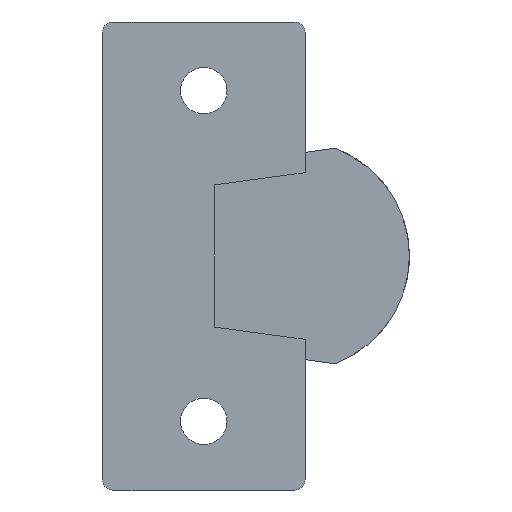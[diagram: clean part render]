
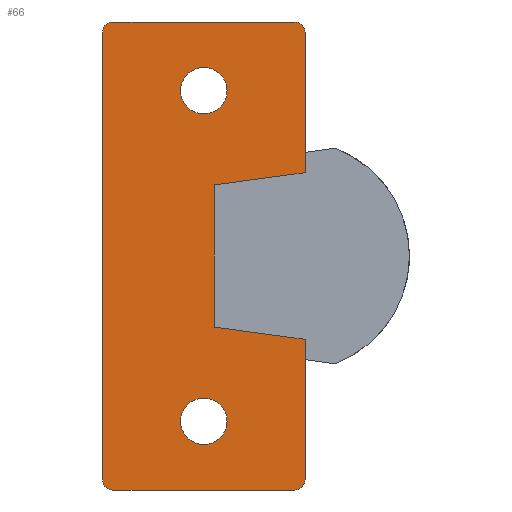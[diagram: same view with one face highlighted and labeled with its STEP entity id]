
A CAD part, front view. The second image highlights one B-rep face of the part: STEP entity #66.
In plain terms, the highlighted planar face has unit normal (0, -1, 0).
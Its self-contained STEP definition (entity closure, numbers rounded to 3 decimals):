
#66 = ADVANCED_FACE( '', ( #145, #146, #147 ), #148, .F. );
#145 = FACE_BOUND( '', #232, .T. );
#146 = FACE_BOUND( '', #233, .T. );
#147 = FACE_OUTER_BOUND( '', #234, .T. );
#148 = PLANE( '', #235 );
#232 = EDGE_LOOP( '', ( #359 ) );
#233 = EDGE_LOOP( '', ( #360 ) );
#234 = EDGE_LOOP( '', ( #361, #362, #363, #364, #365, #366, #367, #368, #369, #370, #371, #372 ) );
#235 = AXIS2_PLACEMENT_3D( '', #373, #374, #375 );
#359 = ORIENTED_EDGE( '', *, *, #538, .F. );
#360 = ORIENTED_EDGE( '', *, *, #497, .F. );
#361 = ORIENTED_EDGE( '', *, *, #539, .F. );
#362 = ORIENTED_EDGE( '', *, *, #540, .F. );
#363 = ORIENTED_EDGE( '', *, *, #510, .F. );
#364 = ORIENTED_EDGE( '', *, *, #505, .F. );
#365 = ORIENTED_EDGE( '', *, *, #541, .F. );
#366 = ORIENTED_EDGE( '', *, *, #514, .F. );
#367 = ORIENTED_EDGE( '', *, *, #542, .F. );
#368 = ORIENTED_EDGE( '', *, *, #543, .F. );
#369 = ORIENTED_EDGE( '', *, *, #519, .F. );
#370 = ORIENTED_EDGE( '', *, *, #533, .F. );
#371 = ORIENTED_EDGE( '', *, *, #544, .F. );
#372 = ORIENTED_EDGE( '', *, *, #545, .F. );
#373 = CARTESIAN_POINT( '', ( -8.8, 0., -21.65 ) );
#374 = DIRECTION( '', ( 0., 1., 0. ) );
#375 = DIRECTION( '', ( 0., 0., 1. ) );
#497 = EDGE_CURVE( '', #581, #581, #582, .F. );
#505 = EDGE_CURVE( '', #594, #595, #596, .T. );
#510 = EDGE_CURVE( '', #595, #603, #604, .T. );
#514 = EDGE_CURVE( '', #609, #610, #611, .T. );
#519 = EDGE_CURVE( '', #618, #619, #620, .T. );
#533 = EDGE_CURVE( '', #641, #618, #642, .T. );
#538 = EDGE_CURVE( '', #649, #649, #650, .F. );
#539 = EDGE_CURVE( '', #651, #652, #653, .T. );
#540 = EDGE_CURVE( '', #603, #651, #654, .T. );
#541 = EDGE_CURVE( '', #610, #594, #655, .T. );
#542 = EDGE_CURVE( '', #656, #609, #657, .T. );
#543 = EDGE_CURVE( '', #619, #656, #658, .T. );
#544 = EDGE_CURVE( '', #659, #641, #660, .T. );
#545 = EDGE_CURVE( '', #652, #659, #661, .T. );
#581 = VERTEX_POINT( '', #707 );
#582 = CIRCLE( '', #708, 2.25 );
#594 = VERTEX_POINT( '', #720 );
#595 = VERTEX_POINT( '', #721 );
#596 = LINE( '', #722, #723 );
#603 = VERTEX_POINT( '', #733 );
#604 = CIRCLE( '', #734, 1. );
#609 = VERTEX_POINT( '', #740 );
#610 = VERTEX_POINT( '', #741 );
#611 = LINE( '', #742, #743 );
#618 = VERTEX_POINT( '', #753 );
#619 = VERTEX_POINT( '', #754 );
#620 = CIRCLE( '', #755, 1. );
#641 = VERTEX_POINT( '', #784 );
#642 = LINE( '', #785, #786 );
#649 = VERTEX_POINT( '', #796 );
#650 = CIRCLE( '', #797, 2.25 );
#651 = VERTEX_POINT( '', #798 );
#652 = VERTEX_POINT( '', #799 );
#653 = LINE( '', #800, #801 );
#654 = LINE( '', #802, #803 );
#655 = CIRCLE( '', #804, 1. );
#656 = VERTEX_POINT( '', #805 );
#657 = CIRCLE( '', #806, 1. );
#658 = LINE( '', #807, #808 );
#659 = VERTEX_POINT( '', #809 );
#660 = LINE( '', #810, #811 );
#661 = LINE( '', #812, #813 );
#707 = CARTESIAN_POINT( '', ( 0., 0., -13.75 ) );
#708 = AXIS2_PLACEMENT_3D( '', #910, #911, #912 );
#720 = CARTESIAN_POINT( '', ( -8.8, 0., 22.65 ) );
#721 = CARTESIAN_POINT( '', ( 8.8, 0., 22.65 ) );
#722 = CARTESIAN_POINT( '', ( -8.8, 0., 22.65 ) );
#723 = VECTOR( '', #925, 1000. );
#733 = CARTESIAN_POINT( '', ( 9.8, 0., 21.65 ) );
#734 = AXIS2_PLACEMENT_3D( '', #929, #930, #931 );
#740 = CARTESIAN_POINT( '', ( -9.8, 0., -21.65 ) );
#741 = CARTESIAN_POINT( '', ( -9.8, 0., 21.65 ) );
#742 = CARTESIAN_POINT( '', ( -9.8, 0., -21.65 ) );
#743 = VECTOR( '', #936, 1000. );
#753 = CARTESIAN_POINT( '', ( 9.8, 0., -21.65 ) );
#754 = CARTESIAN_POINT( '', ( 8.8, 0., -22.65 ) );
#755 = AXIS2_PLACEMENT_3D( '', #940, #941, #942 );
#784 = CARTESIAN_POINT( '', ( 9.8, 0., -8.073 ) );
#785 = CARTESIAN_POINT( '', ( 9.8, 0., 21.65 ) );
#786 = VECTOR( '', #960, 1000. );
#796 = CARTESIAN_POINT( '', ( 0., 0., 18.25 ) );
#797 = AXIS2_PLACEMENT_3D( '', #964, #965, #966 );
#798 = CARTESIAN_POINT( '', ( 9.8, 0., 8.073 ) );
#799 = CARTESIAN_POINT( '', ( 1., 0., 6.879 ) );
#800 = CARTESIAN_POINT( '', ( -12.422, 0., 5.059 ) );
#801 = VECTOR( '', #967, 1000. );
#802 = CARTESIAN_POINT( '', ( 9.8, 0., 21.65 ) );
#803 = VECTOR( '', #968, 1000. );
#804 = AXIS2_PLACEMENT_3D( '', #969, #970, #971 );
#805 = CARTESIAN_POINT( '', ( -8.8, 0., -22.65 ) );
#806 = AXIS2_PLACEMENT_3D( '', #972, #973, #974 );
#807 = CARTESIAN_POINT( '', ( 8.8, 0., -22.65 ) );
#808 = VECTOR( '', #975, 1000. );
#809 = CARTESIAN_POINT( '', ( 1., 0., -6.879 ) );
#810 = CARTESIAN_POINT( '', ( -6.656, 0., -5.841 ) );
#811 = VECTOR( '', #976, 1000. );
#812 = CARTESIAN_POINT( '', ( 1., 0., -21.65 ) );
#813 = VECTOR( '', #977, 1000. );
#910 = CARTESIAN_POINT( '', ( 0., 0., -16. ) );
#911 = DIRECTION( '', ( 0., 1., 0. ) );
#912 = DIRECTION( '', ( 0., 0., 1. ) );
#925 = DIRECTION( '', ( 1., 0., 0. ) );
#929 = CARTESIAN_POINT( '', ( 8.8, 0., 21.65 ) );
#930 = DIRECTION( '', ( 0., 1., 0. ) );
#931 = DIRECTION( '', ( 1., 0., 0. ) );
#936 = DIRECTION( '', ( 0., 0., 1. ) );
#940 = CARTESIAN_POINT( '', ( 8.8, 0., -21.65 ) );
#941 = DIRECTION( '', ( 0., 1., 0. ) );
#942 = DIRECTION( '', ( 1., 0., 0. ) );
#960 = DIRECTION( '', ( 0., 0., -1. ) );
#964 = CARTESIAN_POINT( '', ( 0., 0., 16. ) );
#965 = DIRECTION( '', ( 0., 1., 0. ) );
#966 = DIRECTION( '', ( 0., 0., 1. ) );
#967 = DIRECTION( '', ( -0.991, 0., -0.134 ) );
#968 = DIRECTION( '', ( 0., 0., -1. ) );
#969 = CARTESIAN_POINT( '', ( -8.8, 0., 21.65 ) );
#970 = DIRECTION( '', ( 0., 1., 0. ) );
#971 = DIRECTION( '', ( 1., 0., 0. ) );
#972 = CARTESIAN_POINT( '', ( -8.8, 0., -21.65 ) );
#973 = DIRECTION( '', ( 0., 1., 0. ) );
#974 = DIRECTION( '', ( 1., 0., 0. ) );
#975 = DIRECTION( '', ( -1., 0., 0. ) );
#976 = DIRECTION( '', ( 0.991, 0., -0.134 ) );
#977 = DIRECTION( '', ( 0., 0., -1. ) );
